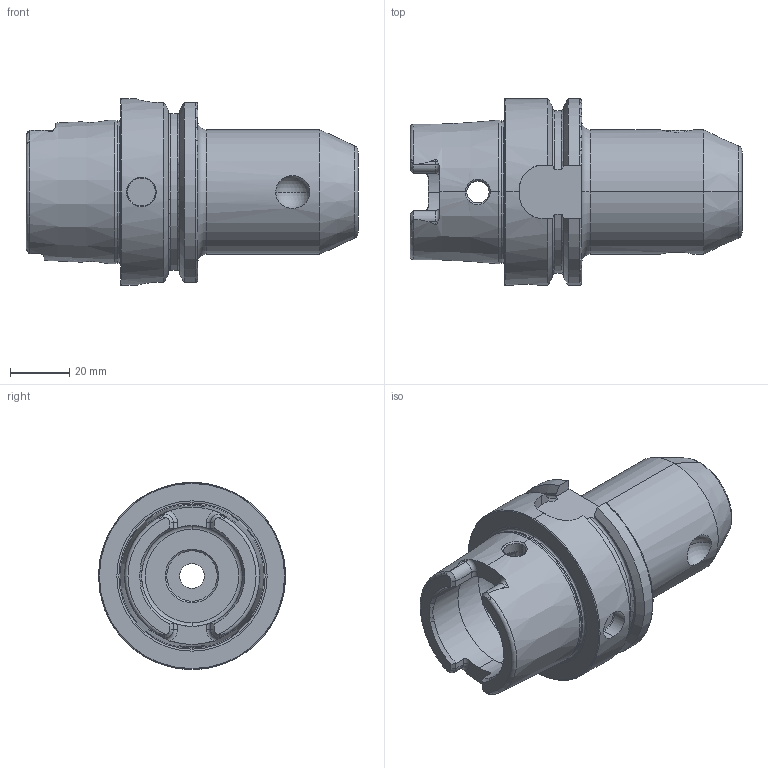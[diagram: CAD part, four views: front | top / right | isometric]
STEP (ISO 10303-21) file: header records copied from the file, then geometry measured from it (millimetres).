
FILE_DESCRIPTION (( 'STEP AP203' ), '1' );
FILE_NAME ('HA6.W12.K01.080.STEP', '2013-01-15T08:09:02', ( 'baer' ), ( 'Hewlett-Packard Company' ), 'SwSTEP 2.0', 'SolidWorks 2012', '' );
FILE_SCHEMA (( 'CONFIG_CONTROL_DESIGN' ));
Length unit declared in the file: millimetre
Products named in the file (3): W12-ER1.001.016; HA6-W12.K01.080_B_Fertigbearbeitung; HA6.W12.K01.080
Assembly tree (2 placements, depth 2):
  HA6.W12.K01.080
    HA6-W12.K01.080_B_Fertigbearbeitung
    W12-ER1.001.016
Bounding box: 111.9 x 63 x 63 mm (x, y, z)
Volume: 145640.1 mm3; surface area: 31853.1 mm2
Topology: 2 solids, 2 shells, 208 faces, 531 edges, 332 vertices
Faces by surface type: plane 58, cylinder 57, torus 39, cone 38, bspline 14, sphere 2
Entity records: 8500 total; most frequent: CARTESIAN_POINT 3358, ORIENTED_EDGE 1058, DIRECTION 966, EDGE_CURVE 529, AXIS2_PLACEMENT_3D 395, VERTEX_POINT 332, EDGE_LOOP 223, ADVANCED_FACE 208
